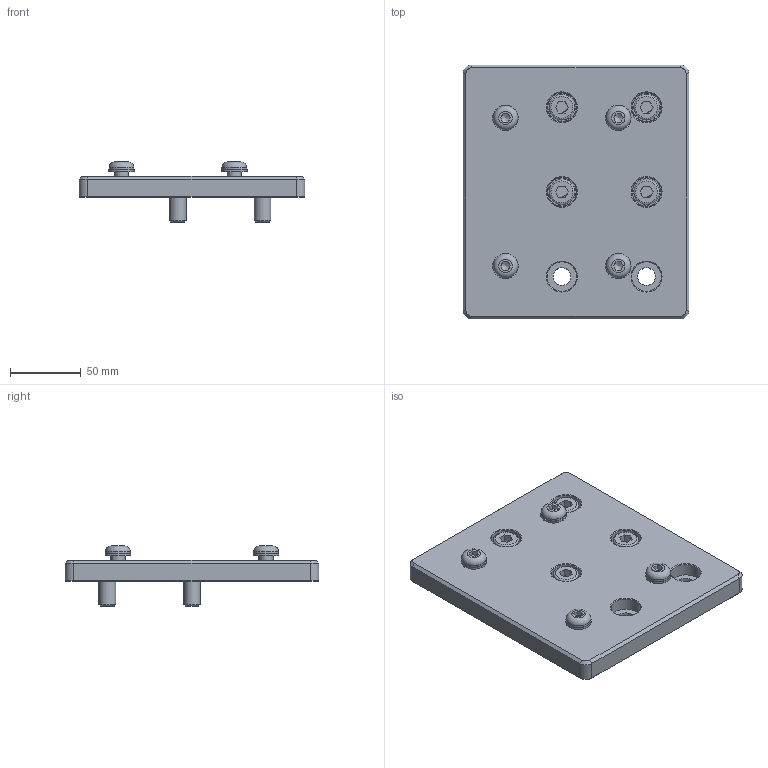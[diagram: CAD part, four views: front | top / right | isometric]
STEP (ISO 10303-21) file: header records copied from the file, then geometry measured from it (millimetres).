
FILE_DESCRIPTION(/* description */ ('KriTec Rollen-Adapterplatte 12 M10-105x80'),/* implementation_level */ '2;1');
FILE_NAME(/* name */ '12504_KriTec_Rollen-Adapterplatte_12_M10-105x80.stp',/* time_stamp */ '2019-04-08T10:05:35+02:00',/* author */ ('jendrek'),/* organization */ (''),/* preprocessor_version */ 'ST-DEVELOPER v17',/* originating_system */ 'Autodesk Inventor 2018',/* authorisation */ '');
FILE_SCHEMA (('AUTOMOTIVE_DESIGN { 1 0 10303 214 3 1 1 }'));
Length unit declared in the file: millimetre
Products named in the file (6): 12504; 12504a; DIN 433 - 10,5; ISO 7380-1 - M10 x 20; DIN 7984 - M12 x 25 -; DIN 433 - 13
Assembly tree (17 placements, depth 2):
  12504
    12504a
    DIN 433 - 10,5  x4
    ISO 7380-1 - M10 x 20  x4
    DIN 7984 - M12 x 25 -  x4
    DIN 433 - 13  x4
Bounding box: 160 x 180 x 42.6 mm (x, y, z)
Volume: 432744.4 mm3; surface area: 88473.1 mm2
Topology: 17 solids, 17 shells, 220 faces, 546 edges, 374 vertices
Faces by surface type: plane 108, cylinder 52, cone 44, torus 16
Full cylindrical faces by diameter (mm): 8.376 x4, 10 x4, 10.5 x4, 12 x4, 12.5 x6, 13 x4, 17.5 x4, 18 x8, 20 x4, 21 x6
Entity records: 3606 total; most frequent: DIRECTION 644, CARTESIAN_POINT 596, ORIENTED_EDGE 524, AXIS2_PLACEMENT_3D 266, EDGE_CURVE 262, VERTEX_POINT 176, EDGE_LOOP 140, CIRCLE 136
